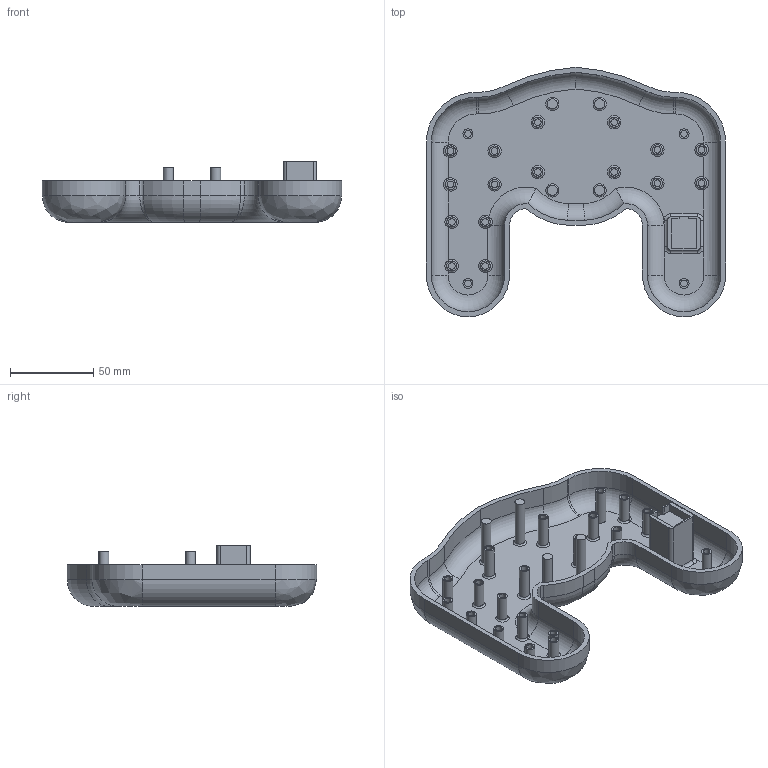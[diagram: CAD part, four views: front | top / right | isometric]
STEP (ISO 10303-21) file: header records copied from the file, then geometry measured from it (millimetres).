
FILE_DESCRIPTION(/* description */ (''),/* implementation_level */ '2;1');
FILE_NAME(/* name */ 'Controller Bottom v2.stp',/* time_stamp */ '2023-04-16T23:59:19-04:00',/* author */ (''),/* organization */ (''),/* preprocessor_version */ 'ST-DEVELOPER v18.102',/* originating_system */ 'SIEMENS PLM Software NX2206.6002',/* authorisation */ '');
FILE_SCHEMA (('AUTOMOTIVE_DESIGN { 1 0 10303 214 3 1 1 1 }'));
Length unit declared in the file: millimetre
Products named in the file (1): Controller Bottom v2
Bounding box: 180 x 150 x 36.5 mm (x, y, z)
Volume: 105121.4 mm3; surface area: 77375.8 mm2
Topology: 1 solids, 1 shells, 226 faces, 486 edges, 297 vertices
Faces by surface type: cylinder 94, plane 73, torus 44, bspline 15
Full cylindrical faces by diameter (mm): 4 x20, 6 x24
Entity records: 6276 total; most frequent: CARTESIAN_POINT 1577, DIRECTION 1061, ORIENTED_EDGE 828, AXIS2_PLACEMENT_3D 465, EDGE_CURVE 414, EDGE_LOOP 319, VERTEX_POINT 283, CIRCLE 253
